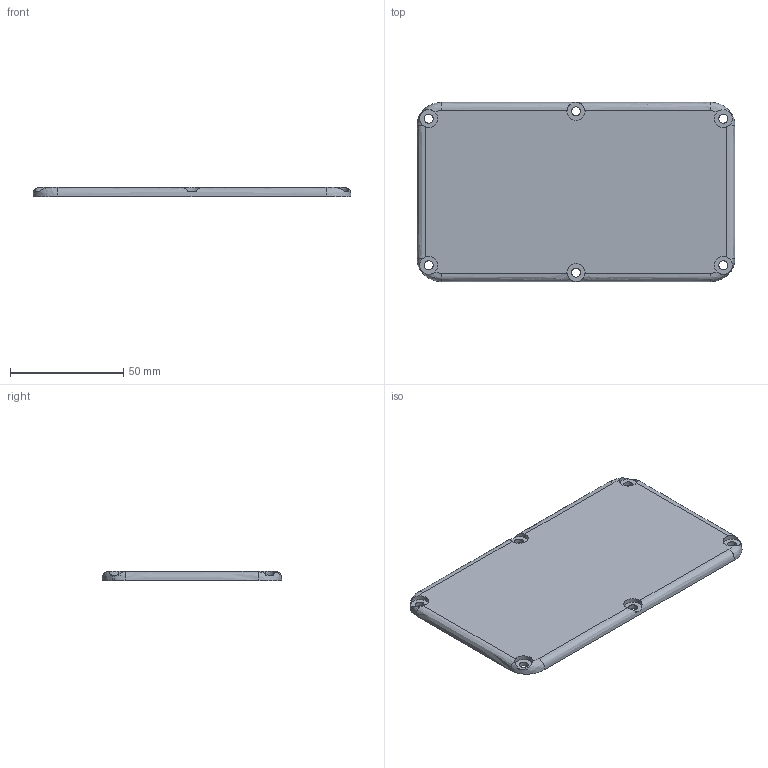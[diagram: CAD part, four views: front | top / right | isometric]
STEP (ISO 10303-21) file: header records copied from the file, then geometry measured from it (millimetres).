
FILE_DESCRIPTION (( 'STEP AP203' ), '1' );
FILE_NAME ('J1 Base Enclosure Cap.STEP', '2019-10-20T06:18:36', ( '' ), ( '' ), 'SwSTEP 2.0', 'SolidWorks 2019', '' );
FILE_SCHEMA (( 'CONFIG_CONTROL_DESIGN' ));
Length unit declared in the file: millimetre
Products named in the file (1): J1 Base Enclosure Cap
Bounding box: 140.14 x 79 x 4 mm (x, y, z)
Volume: 42360.1 mm3; surface area: 23299.1 mm2
Topology: 1 solids, 1 shells, 44 faces, 126 edges, 84 vertices
Faces by surface type: cylinder 26, bspline 10, plane 8
Entity records: 2635 total; most frequent: CARTESIAN_POINT 1445, ORIENTED_EDGE 252, DIRECTION 204, EDGE_CURVE 126, AXIS2_PLACEMENT_3D 87, VERTEX_POINT 84, EDGE_LOOP 56, CIRCLE 52
